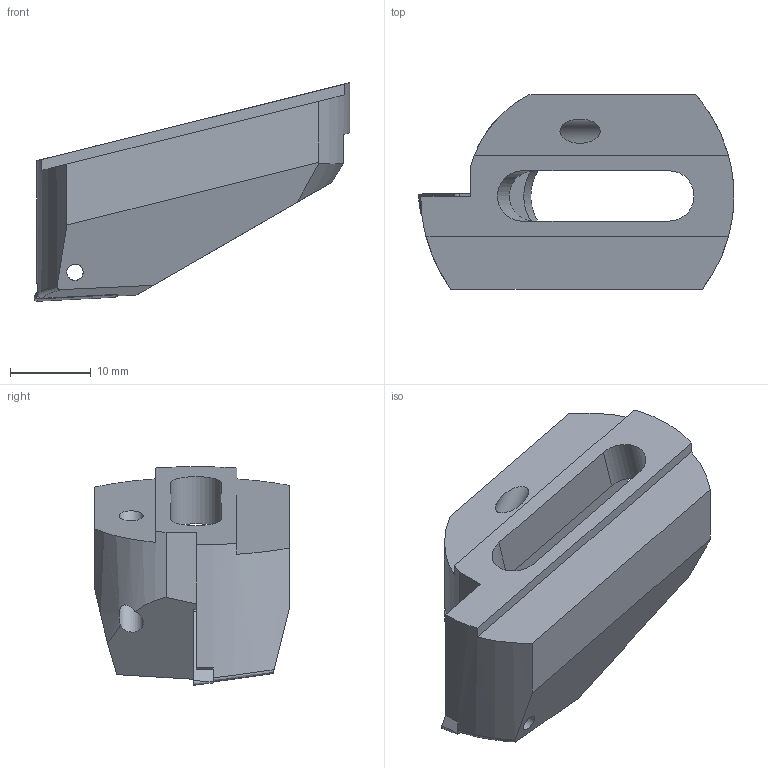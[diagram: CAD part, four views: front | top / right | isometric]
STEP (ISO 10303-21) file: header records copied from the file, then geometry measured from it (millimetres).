
FILE_DESCRIPTION((''),'1');
FILE_NAME('EB40AJ.stp','2022-09-27T07:52:26',(''),(''),'Spatial Interop R21 SP3','Kubotek KeyCreator 2011 V10.0.2 (22737)',' ');
FILE_SCHEMA(('automotive_design'));
Length unit declared in the file: millimetre
Products named in the file (2): 241[3]; 240[2]
Bounding box: 39 x 24 x 27 mm (x, y, z)
Volume: 7594.8 mm3; surface area: 4236.3 mm2
Topology: 2 solids, 2 shells, 50 faces, 148 edges, 101 vertices
Faces by surface type: plane 33, cylinder 10, cone 6, bspline 1
Full cylindrical faces by diameter (mm): 2.013 x1, 3 x1
Entity records: 3066 total; most frequent: CARTESIAN_POINT 441, ORIENTED_EDGE 286, PRESENTATION_STYLE_ASSIGNMENT 247, COLOUR_RGB 247, DIRECTION 229, STYLED_ITEM 195, CURVE_STYLE 195, DRAUGHTING_PRE_DEFINED_CURVE_FONT 195
